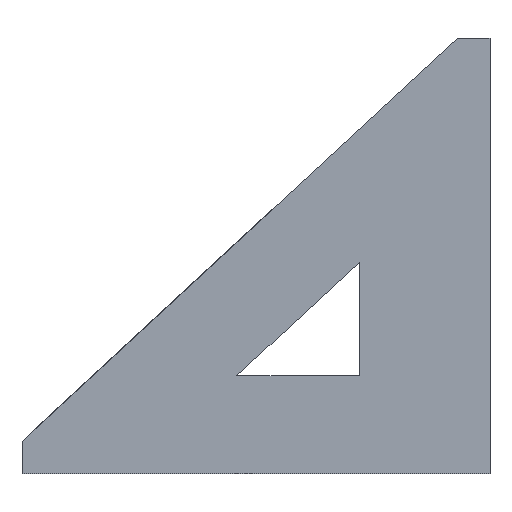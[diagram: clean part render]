
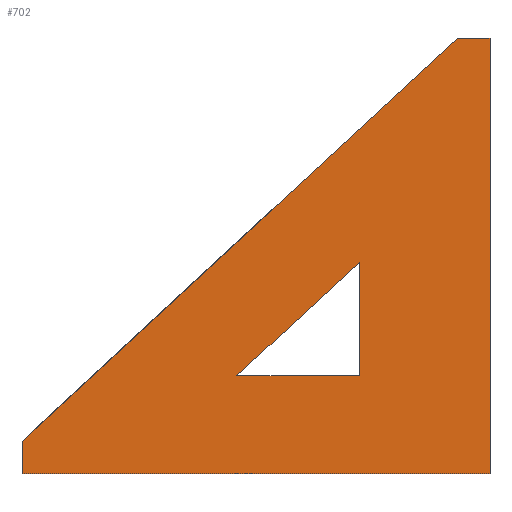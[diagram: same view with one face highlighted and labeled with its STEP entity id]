
A CAD part, front view. The second image highlights one B-rep face of the part: STEP entity #702.
In plain terms, the highlighted planar face has unit normal (0, -1, 0).
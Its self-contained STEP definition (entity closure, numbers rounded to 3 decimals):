
#15 = VECTOR ( 'NONE', #53, 1000. ) ;
#22 = EDGE_CURVE ( 'NONE', #252, #816, #950, .T. ) ;
#52 = ORIENTED_EDGE ( 'NONE', *, *, #724, .T. ) ;
#53 = DIRECTION ( 'NONE',  ( 0., 0., -1. ) ) ;
#66 = ORIENTED_EDGE ( 'NONE', *, *, #570, .T. ) ;
#79 = LINE ( 'NONE', #432, #833 ) ;
#91 = VECTOR ( 'NONE', #168, 1000. ) ;
#93 = LINE ( 'NONE', #1186, #675 ) ;
#94 = VECTOR ( 'NONE', #271, 1000. ) ;
#103 = LINE ( 'NONE', #196, #94 ) ;
#115 = DIRECTION ( 'NONE',  ( 1., 0., 0. ) ) ;
#118 = CARTESIAN_POINT ( 'NONE',  ( 0., 0., 80. ) ) ;
#168 = DIRECTION ( 'NONE',  ( 0.734, 0., 0.679 ) ) ;
#196 = CARTESIAN_POINT ( 'NONE',  ( 0., 0., 80. ) ) ;
#213 = VERTEX_POINT ( 'NONE', #462 ) ;
#242 = CARTESIAN_POINT ( 'NONE',  ( -24., 0., 38.83 ) ) ;
#252 = VERTEX_POINT ( 'NONE', #929 ) ;
#257 = ORIENTED_EDGE ( 'NONE', *, *, #275, .T. ) ;
#271 = DIRECTION ( 'NONE',  ( 1., 0., 0. ) ) ;
#275 = EDGE_CURVE ( 'NONE', #364, #386, #628, .T. ) ;
#311 = VECTOR ( 'NONE', #470, 1000. ) ;
#334 = CARTESIAN_POINT ( 'NONE',  ( -24., 0., 18. ) ) ;
#364 = VERTEX_POINT ( 'NONE', #942 ) ;
#372 = AXIS2_PLACEMENT_3D ( 'NONE', #741, #1003, #1112 ) ;
#386 = VERTEX_POINT ( 'NONE', #754 ) ;
#420 = CARTESIAN_POINT ( 'NONE',  ( -24., 0., 18. ) ) ;
#432 = CARTESIAN_POINT ( 'NONE',  ( -86., 0., 80. ) ) ;
#441 = FACE_OUTER_BOUND ( 'NONE', #768, .T. ) ;
#457 = VERTEX_POINT ( 'NONE', #848 ) ;
#462 = CARTESIAN_POINT ( 'NONE',  ( -24., 0., 38.83 ) ) ;
#470 = DIRECTION ( 'NONE',  ( -0.734, 0., -0.679 ) ) ;
#550 = CARTESIAN_POINT ( 'NONE',  ( 0., 0., 0. ) ) ;
#568 = DIRECTION ( 'NONE',  ( 0., 0., -1. ) ) ;
#570 = EDGE_CURVE ( 'NONE', #457, #213, #1061, .T. ) ;
#626 = FACE_BOUND ( 'NONE', #722, .T. ) ;
#628 = LINE ( 'NONE', #742, #311 ) ;
#640 = ORIENTED_EDGE ( 'NONE', *, *, #743, .F. ) ;
#650 = ORIENTED_EDGE ( 'NONE', *, *, #998, .T. ) ;
#660 = VERTEX_POINT ( 'NONE', #720 ) ;
#675 = VECTOR ( 'NONE', #1098, 1000. ) ;
#692 = DIRECTION ( 'NONE',  ( 0., 0., -1. ) ) ;
#702 = ADVANCED_FACE ( 'NONE', ( #626, #441 ), #726, .F. ) ;
#720 = CARTESIAN_POINT ( 'NONE',  ( 0., 0., 80. ) ) ;
#722 = EDGE_LOOP ( 'NONE', ( #52, #66, #1097 ) ) ;
#724 = EDGE_CURVE ( 'NONE', #989, #457, #93, .T. ) ;
#726 = PLANE ( 'NONE',  #372 ) ;
#738 = VECTOR ( 'NONE', #568, 1000. ) ;
#741 = CARTESIAN_POINT ( 'NONE',  ( 0., 0., 80. ) ) ;
#742 = CARTESIAN_POINT ( 'NONE',  ( -6., 0., 80. ) ) ;
#743 = EDGE_CURVE ( 'NONE', #660, #816, #1138, .T. ) ;
#754 = CARTESIAN_POINT ( 'NONE',  ( -86., 0., 6. ) ) ;
#768 = EDGE_LOOP ( 'NONE', ( #1086, #257, #650, #1101, #640 ) ) ;
#790 = LINE ( 'NONE', #334, #15 ) ;
#816 = VERTEX_POINT ( 'NONE', #1129 ) ;
#833 = VECTOR ( 'NONE', #692, 1000. ) ;
#848 = CARTESIAN_POINT ( 'NONE',  ( -46.519, 0., 18. ) ) ;
#929 = CARTESIAN_POINT ( 'NONE',  ( -86., 0., 0. ) ) ;
#942 = CARTESIAN_POINT ( 'NONE',  ( -6., 0., 80. ) ) ;
#950 = LINE ( 'NONE', #550, #1063 ) ;
#989 = VERTEX_POINT ( 'NONE', #420 ) ;
#995 = EDGE_CURVE ( 'NONE', #213, #989, #790, .T. ) ;
#998 = EDGE_CURVE ( 'NONE', #386, #252, #79, .T. ) ;
#1003 = DIRECTION ( 'NONE',  ( 0., 1., 0. ) ) ;
#1061 = LINE ( 'NONE', #242, #91 ) ;
#1063 = VECTOR ( 'NONE', #115, 1000. ) ;
#1086 = ORIENTED_EDGE ( 'NONE', *, *, #1099, .F. ) ;
#1097 = ORIENTED_EDGE ( 'NONE', *, *, #995, .T. ) ;
#1098 = DIRECTION ( 'NONE',  ( -1., 0., 0. ) ) ;
#1099 = EDGE_CURVE ( 'NONE', #364, #660, #103, .T. ) ;
#1101 = ORIENTED_EDGE ( 'NONE', *, *, #22, .T. ) ;
#1112 = DIRECTION ( 'NONE',  ( -1., 0., 0. ) ) ;
#1129 = CARTESIAN_POINT ( 'NONE',  ( 0., 0., 0. ) ) ;
#1138 = LINE ( 'NONE', #118, #738 ) ;
#1186 = CARTESIAN_POINT ( 'NONE',  ( -46.519, 0., 18. ) ) ;
